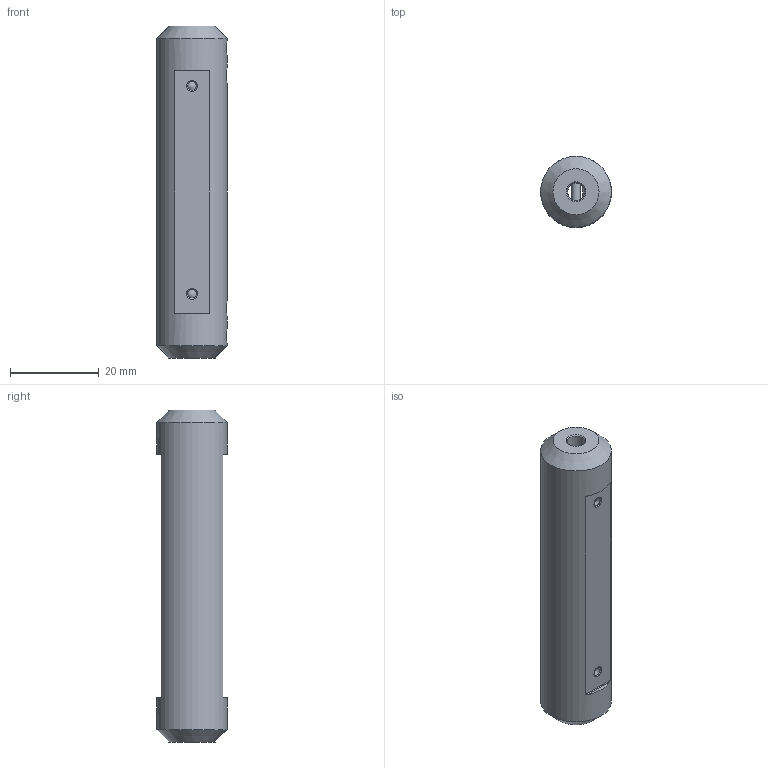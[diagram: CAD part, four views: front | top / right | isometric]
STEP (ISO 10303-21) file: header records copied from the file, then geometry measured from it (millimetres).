
FILE_DESCRIPTION (( 'STEP AP214' ), '1' );
FILE_NAME ('645.0016-D.STEP', '2022-09-19T08:59:18', ( '' ), ( '' ), 'SwSTEP 2.0', 'SolidWorks 2018', '' );
FILE_SCHEMA (( 'AUTOMOTIVE_DESIGN' ));
Length unit declared in the file: millimetre
Products named in the file (1): 645.0016-D
Bounding box: 16 x 16 x 75 mm (x, y, z)
Volume: 13178.7 mm3; surface area: 5923.1 mm2
Topology: 7 solids, 7 shells, 126 faces, 284 edges, 174 vertices
Faces by surface type: cylinder 50, plane 50, cone 22, sphere 2, bspline 2
Full cylindrical faces by diameter (mm): 2 x6, 2.55 x4, 3.7 x1, 4 x1, 4.2 x4, 5 x5, 16 x1
Entity records: 5334 total; most frequent: CARTESIAN_POINT 1425, DIRECTION 474, ORIENTED_EDGE 432, EDGE_CURVE 216, EDGE_LOOP 196, AXIS2_PLACEMENT_3D 181, VERTEX_POINT 156, FACE_OUTER_BOUND 148
